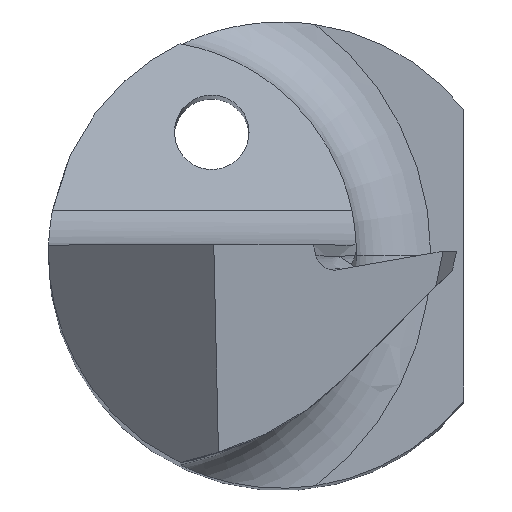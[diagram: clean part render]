
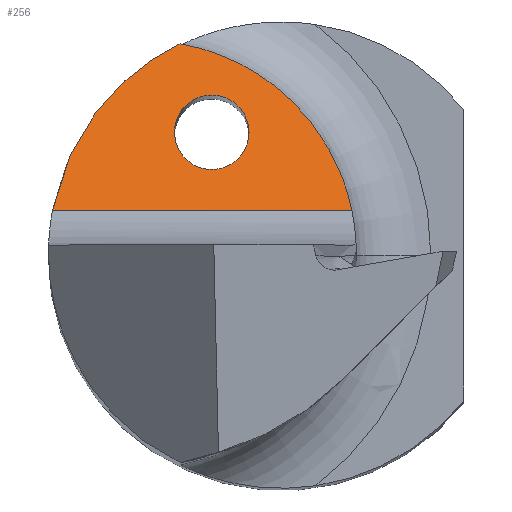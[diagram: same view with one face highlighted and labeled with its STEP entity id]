
A CAD part, top view. The second image highlights one B-rep face of the part: STEP entity #256.
In plain terms, the highlighted planar face has unit normal (0, 0.766, 0.643).
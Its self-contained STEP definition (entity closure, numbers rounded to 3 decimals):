
#98 = CARTESIAN_POINT ( 'NONE',  ( -0.35, 2.099, 24.184 ) ) ;
#105 = DIRECTION ( 'NONE',  ( 1., 0., 0. ) ) ;
#107 = CARTESIAN_POINT ( 'NONE',  ( 0.559, 1.408, 25.008 ) ) ;
#128 = EDGE_CURVE ( 'NONE', #934, #461, #1279, .T. ) ;
#132 = PLANE ( 'NONE',  #1005 ) ;
#156 = CARTESIAN_POINT ( 'NONE',  ( -2.457, 0.459, 26.138 ) ) ;
#159 = CARTESIAN_POINT ( 'NONE',  ( -1.09, 2.25, 24.004 ) ) ;
#166 = ORIENTED_EDGE ( 'NONE', *, *, #1110, .F. ) ;
#173 = CARTESIAN_POINT ( 'NONE',  ( -2.309, 1.255, 25.19 ) ) ;
#195 = VECTOR ( 'NONE', #105, 1000. ) ;
#229 = CARTESIAN_POINT ( 'NONE',  ( -0.136, 2.083, 24.203 ) ) ;
#242 = DIRECTION ( 'NONE',  ( 0., -0.766, -0.643 ) ) ;
#248 = FACE_OUTER_BOUND ( 'NONE', #649, .T. ) ;
#255 = CARTESIAN_POINT ( 'NONE',  ( -2.5, 0.459, 26.138 ) ) ;
#256 = ADVANCED_FACE ( 'NONE', ( #1330, #248 ), #132, .F. ) ;
#337 = VERTEX_POINT ( 'NONE', #1008 ) ;
#338 = CARTESIAN_POINT ( 'NONE',  ( -1.09, 2.25, 24.004 ) ) ;
#359 = ORIENTED_EDGE ( 'NONE', *, *, #549, .F. ) ;
#367 = VERTEX_POINT ( 'NONE', #159 ) ;
#371 =( BOUNDED_CURVE ( )  B_SPLINE_CURVE ( 3, ( #1131, #588, #594, #1237 ),
 .UNSPECIFIED., .F., .F. ) 
 B_SPLINE_CURVE_WITH_KNOTS ( ( 4, 4 ),
 ( 1.571, 4.712 ),
 .UNSPECIFIED. ) 
 CURVE ( )  GEOMETRIC_REPRESENTATION_ITEM ( )  RATIONAL_B_SPLINE_CURVE ( ( 1., 0.333, 0.333, 1. ) ) 
 REPRESENTATION_ITEM ( '' )  );
#418 = CARTESIAN_POINT ( 'NONE',  ( -1.818, 1.897, 24.424 ) ) ;
#461 = VERTEX_POINT ( 'NONE', #767 ) ;
#504 =( BOUNDED_CURVE ( )  B_SPLINE_CURVE ( 3, ( #1134, #173, #418, #1273 ),
 .UNSPECIFIED., .F., .F. ) 
 B_SPLINE_CURVE_WITH_KNOTS ( ( 4, 4 ),
 ( 4.897, 5.832 ),
 .UNSPECIFIED. ) 
 CURVE ( )  GEOMETRIC_REPRESENTATION_ITEM ( )  RATIONAL_B_SPLINE_CURVE ( ( 1., 0.928, 0.928, 1. ) ) 
 REPRESENTATION_ITEM ( '' )  );
#521 = CARTESIAN_POINT ( 'NONE',  ( -1.15, 2.099, 24.184 ) ) ;
#530 = ORIENTED_EDGE ( 'NONE', *, *, #1103, .F. ) ;
#531 = CARTESIAN_POINT ( 'NONE',  ( 0.753, 0.459, 26.138 ) ) ;
#549 = EDGE_CURVE ( 'NONE', #337, #1274, #371, .T. ) ;
#554 = DIRECTION ( 'NONE',  ( 0., 0.643, -0.766 ) ) ;
#588 = CARTESIAN_POINT ( 'NONE',  ( -1.15, 0.499, 26.091 ) ) ;
#594 = CARTESIAN_POINT ( 'NONE',  ( -0.35, 0.499, 26.091 ) ) ;
#636 =( BOUNDED_CURVE ( )  B_SPLINE_CURVE ( 3, ( #338, #229, #107, #531 ),
 .UNSPECIFIED., .F., .T. ) 
 B_SPLINE_CURVE_WITH_KNOTS ( ( 4, 4 ),
 ( 0.174, 1.368 ),
 .UNSPECIFIED. ) 
 CURVE ( )  GEOMETRIC_REPRESENTATION_ITEM ( )  RATIONAL_B_SPLINE_CURVE ( ( 1., 0.885, 0.885, 1. ) ) 
 REPRESENTATION_ITEM ( '' )  );
#649 = EDGE_LOOP ( 'NONE', ( #1390, #1349, #530 ) ) ;
#767 = CARTESIAN_POINT ( 'NONE',  ( 0.753, 0.459, 26.138 ) ) ;
#790 = EDGE_LOOP ( 'NONE', ( #359, #166 ) ) ;
#927 = EDGE_CURVE ( 'NONE', #367, #461, #636, .T. ) ;
#934 = VERTEX_POINT ( 'NONE', #156 ) ;
#946 = CARTESIAN_POINT ( 'NONE',  ( -0.35, 1.299, 25.137 ) ) ;
#1005 = AXIS2_PLACEMENT_3D ( 'NONE', #255, #242, #554 ) ;
#1008 = CARTESIAN_POINT ( 'NONE',  ( -1.15, 1.299, 25.137 ) ) ;
#1050 = CARTESIAN_POINT ( 'NONE',  ( -1.15, 1.299, 25.137 ) ) ;
#1103 = EDGE_CURVE ( 'NONE', #934, #367, #504, .T. ) ;
#1110 = EDGE_CURVE ( 'NONE', #1274, #337, #1276, .T. ) ;
#1131 = CARTESIAN_POINT ( 'NONE',  ( -1.15, 1.299, 25.137 ) ) ;
#1134 = CARTESIAN_POINT ( 'NONE',  ( -2.457, 0.459, 26.138 ) ) ;
#1150 = CARTESIAN_POINT ( 'NONE',  ( -0.35, 1.299, 25.137 ) ) ;
#1237 = CARTESIAN_POINT ( 'NONE',  ( -0.35, 1.299, 25.137 ) ) ;
#1273 = CARTESIAN_POINT ( 'NONE',  ( -1.09, 2.25, 24.004 ) ) ;
#1274 = VERTEX_POINT ( 'NONE', #1150 ) ;
#1276 =( BOUNDED_CURVE ( )  B_SPLINE_CURVE ( 3, ( #946, #98, #521, #1050 ),
 .UNSPECIFIED., .F., .F. ) 
 B_SPLINE_CURVE_WITH_KNOTS ( ( 4, 4 ),
 ( 4.712, 7.854 ),
 .UNSPECIFIED. ) 
 CURVE ( )  GEOMETRIC_REPRESENTATION_ITEM ( )  RATIONAL_B_SPLINE_CURVE ( ( 1., 0.333, 0.333, 1. ) ) 
 REPRESENTATION_ITEM ( '' )  );
#1279 = LINE ( 'NONE', #1289, #195 ) ;
#1289 = CARTESIAN_POINT ( 'NONE',  ( -2.5, 0.459, 26.138 ) ) ;
#1330 = FACE_BOUND ( 'NONE', #790, .T. ) ;
#1349 = ORIENTED_EDGE ( 'NONE', *, *, #927, .F. ) ;
#1390 = ORIENTED_EDGE ( 'NONE', *, *, #128, .T. ) ;
